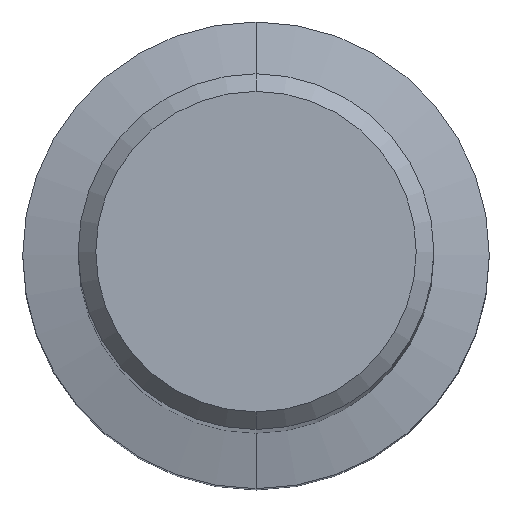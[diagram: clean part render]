
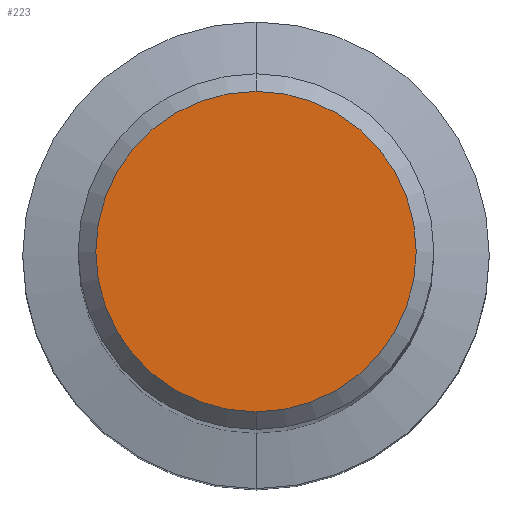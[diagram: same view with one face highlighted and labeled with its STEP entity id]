
A CAD part, top view. The second image highlights one B-rep face of the part: STEP entity #223.
In plain terms, the highlighted planar face has unit normal (0, 0, 1).
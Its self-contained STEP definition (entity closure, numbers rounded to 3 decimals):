
#153=EDGE_CURVE('',#175,#215,#355,.T.);
#175=VERTEX_POINT('',#381);
#215=VERTEX_POINT('',#426);
#223=ADVANCED_FACE('',(#434),#435,.T.);
#285=EDGE_CURVE('',#215,#175,#507,.T.);
#355=CIRCLE('',#581,5.45);
#381=CARTESIAN_POINT('',(0.,-5.45,0.0));
#426=CARTESIAN_POINT('',(0.0,5.45,0.0));
#434=FACE_OUTER_BOUND('',#686,.T.);
#435=PLANE('',#687);
#507=CIRCLE('',#774,5.45);
#581=AXIS2_PLACEMENT_3D('',#830,#831,#832);
#686=EDGE_LOOP('',(#944,#945));
#687=AXIS2_PLACEMENT_3D('',#946,#947,#948);
#774=AXIS2_PLACEMENT_3D('',#1045,#1046,#1047);
#830=CARTESIAN_POINT('',(0.0,0.0,0.0));
#831=DIRECTION('',(0.0,0.0,-1.0));
#832=DIRECTION('',(0.0,1.0,0.0));
#944=ORIENTED_EDGE('',*,*,#285,.F.);
#945=ORIENTED_EDGE('',*,*,#153,.F.);
#946=CARTESIAN_POINT('',(0.0,2.725,0.0));
#947=DIRECTION('',(-0.0,0.0,1.0));
#948=DIRECTION('',(0.0,-1.0,0.0));
#1045=CARTESIAN_POINT('',(0.0,0.0,0.0));
#1046=DIRECTION('',(0.0,0.0,-1.0));
#1047=DIRECTION('',(0.0,1.0,0.0));
